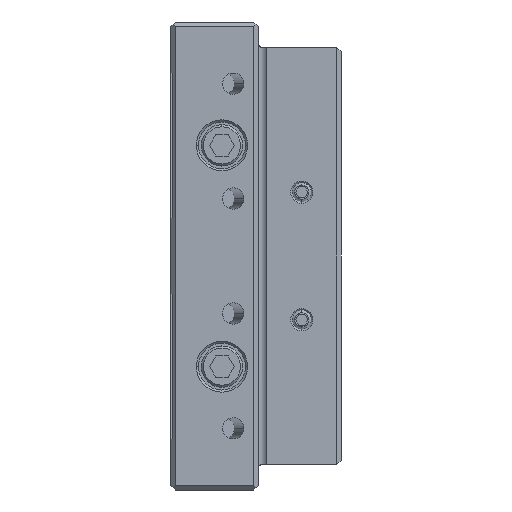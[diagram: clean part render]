
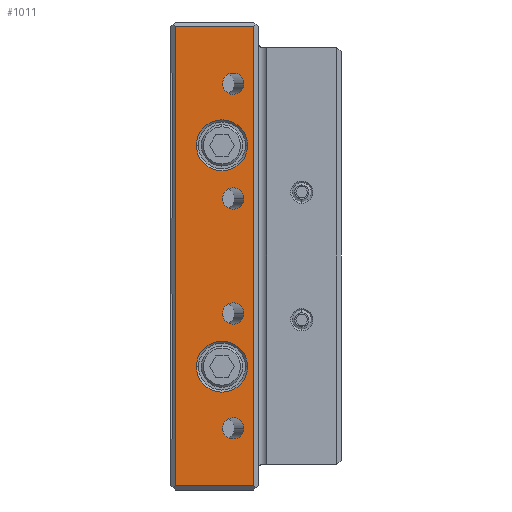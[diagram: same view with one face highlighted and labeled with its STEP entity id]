
A CAD part, front view. The second image highlights one B-rep face of the part: STEP entity #1011.
In plain terms, the highlighted planar face has unit normal (0, -1, 0).
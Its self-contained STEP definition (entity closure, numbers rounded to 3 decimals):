
#250=FACE_BOUND('',#2036,.T.);
#251=FACE_BOUND('',#2037,.T.);
#252=FACE_BOUND('',#2038,.T.);
#253=FACE_BOUND('',#2039,.T.);
#254=FACE_BOUND('',#2040,.T.);
#255=FACE_BOUND('',#2041,.T.);
#256=FACE_BOUND('',#2042,.T.);
#515=CIRCLE('',#7944,6.);
#516=CIRCLE('',#7945,6.);
#517=CIRCLE('',#7946,6.);
#518=CIRCLE('',#7947,6.);
#915=ELLIPSE('',#7935,2.51,2.5);
#916=ELLIPSE('',#7937,2.51,2.5);
#917=ELLIPSE('',#7938,2.51,2.5);
#918=ELLIPSE('',#7939,2.51,2.5);
#919=ELLIPSE('',#7940,2.51,2.5);
#920=ELLIPSE('',#7941,2.51,2.5);
#921=ELLIPSE('',#7942,2.51,2.5);
#922=ELLIPSE('',#7943,2.51,2.5);
#1011=ADVANCED_FACE('',(#250,#251,#252,#253,#254,#255,#256),#1437,.F.);
#1437=PLANE('',#7948);
#2036=EDGE_LOOP('',(#2741,#2742,#2743,#2744));
#2037=EDGE_LOOP('',(#2745,#2746));
#2038=EDGE_LOOP('',(#2747,#2748));
#2039=EDGE_LOOP('',(#2749,#2750));
#2040=EDGE_LOOP('',(#2751,#2752));
#2041=EDGE_LOOP('',(#2753,#2754));
#2042=EDGE_LOOP('',(#2755,#2756));
#2741=ORIENTED_EDGE('',*,*,#5478,.T.);
#2742=ORIENTED_EDGE('',*,*,#5479,.T.);
#2743=ORIENTED_EDGE('',*,*,#5350,.F.);
#2744=ORIENTED_EDGE('',*,*,#5480,.F.);
#2745=ORIENTED_EDGE('',*,*,#5477,.T.);
#2746=ORIENTED_EDGE('',*,*,#5481,.T.);
#2747=ORIENTED_EDGE('',*,*,#5482,.T.);
#2748=ORIENTED_EDGE('',*,*,#5483,.T.);
#2749=ORIENTED_EDGE('',*,*,#5484,.T.);
#2750=ORIENTED_EDGE('',*,*,#5485,.T.);
#2751=ORIENTED_EDGE('',*,*,#5486,.T.);
#2752=ORIENTED_EDGE('',*,*,#5487,.T.);
#2753=ORIENTED_EDGE('',*,*,#5488,.F.);
#2754=ORIENTED_EDGE('',*,*,#5489,.F.);
#2755=ORIENTED_EDGE('',*,*,#5490,.F.);
#2756=ORIENTED_EDGE('',*,*,#5491,.F.);
#4646=VERTEX_POINT('',#11289);
#4647=VERTEX_POINT('',#11291);
#4742=VERTEX_POINT('',#11570);
#4743=VERTEX_POINT('',#11572);
#4744=VERTEX_POINT('',#11576);
#4745=VERTEX_POINT('',#11577);
#4746=VERTEX_POINT('',#11582);
#4747=VERTEX_POINT('',#11583);
#4748=VERTEX_POINT('',#11586);
#4749=VERTEX_POINT('',#11587);
#4750=VERTEX_POINT('',#11590);
#4751=VERTEX_POINT('',#11591);
#4752=VERTEX_POINT('',#11594);
#4753=VERTEX_POINT('',#11595);
#4754=VERTEX_POINT('',#11598);
#4755=VERTEX_POINT('',#11599);
#5350=EDGE_CURVE('',#4646,#4647,#6422,.T.);
#5477=EDGE_CURVE('',#4742,#4743,#915,.T.);
#5478=EDGE_CURVE('',#4744,#4745,#6501,.T.);
#5479=EDGE_CURVE('',#4745,#4647,#6502,.T.);
#5480=EDGE_CURVE('',#4744,#4646,#6503,.T.);
#5481=EDGE_CURVE('',#4743,#4742,#916,.T.);
#5482=EDGE_CURVE('',#4746,#4747,#917,.T.);
#5483=EDGE_CURVE('',#4747,#4746,#918,.T.);
#5484=EDGE_CURVE('',#4748,#4749,#919,.T.);
#5485=EDGE_CURVE('',#4749,#4748,#920,.T.);
#5486=EDGE_CURVE('',#4750,#4751,#921,.T.);
#5487=EDGE_CURVE('',#4751,#4750,#922,.T.);
#5488=EDGE_CURVE('',#4752,#4753,#515,.T.);
#5489=EDGE_CURVE('',#4753,#4752,#516,.T.);
#5490=EDGE_CURVE('',#4754,#4755,#517,.T.);
#5491=EDGE_CURVE('',#4755,#4754,#518,.T.);
#6422=LINE('',#11290,#7006);
#6501=LINE('',#11575,#7085);
#6502=LINE('',#11578,#7086);
#6503=LINE('',#11579,#7087);
#7006=VECTOR('',#8891,1.);
#7085=VECTOR('',#9124,1.);
#7086=VECTOR('',#9125,1.);
#7087=VECTOR('',#9126,1.);
#7935=AXIS2_PLACEMENT_3D('',#11573,#9120,#9121);
#7937=AXIS2_PLACEMENT_3D('',#11580,#9127,#9128);
#7938=AXIS2_PLACEMENT_3D('',#11581,#9129,#9130);
#7939=AXIS2_PLACEMENT_3D('',#11584,#9131,#9132);
#7940=AXIS2_PLACEMENT_3D('',#11585,#9133,#9134);
#7941=AXIS2_PLACEMENT_3D('',#11588,#9135,#9136);
#7942=AXIS2_PLACEMENT_3D('',#11589,#9137,#9138);
#7943=AXIS2_PLACEMENT_3D('',#11592,#9139,#9140);
#7944=AXIS2_PLACEMENT_3D('',#11593,#9141,#9142);
#7945=AXIS2_PLACEMENT_3D('',#11596,#9143,#9144);
#7946=AXIS2_PLACEMENT_3D('',#11597,#9145,#9146);
#7947=AXIS2_PLACEMENT_3D('',#11600,#9147,#9148);
#7948=AXIS2_PLACEMENT_3D('',#11601,#9149,#9150);
#8891=DIRECTION('',(1.,0.,0.));
#9120=DIRECTION('',(0.,1.,0.));
#9121=DIRECTION('',(-1.,0.,0.));
#9124=DIRECTION('',(1.,0.,0.));
#9125=DIRECTION('',(0.,0.,1.));
#9126=DIRECTION('',(0.,0.,1.));
#9127=DIRECTION('',(0.,1.,0.));
#9128=DIRECTION('',(-1.,0.,0.));
#9129=DIRECTION('',(0.,1.,0.));
#9130=DIRECTION('',(-1.,0.,0.));
#9131=DIRECTION('',(0.,1.,0.));
#9132=DIRECTION('',(-1.,0.,0.));
#9133=DIRECTION('',(0.,1.,0.));
#9134=DIRECTION('',(-1.,0.,0.));
#9135=DIRECTION('',(0.,1.,0.));
#9136=DIRECTION('',(-1.,0.,0.));
#9137=DIRECTION('',(0.,1.,0.));
#9138=DIRECTION('',(-1.,0.,0.));
#9139=DIRECTION('',(0.,1.,0.));
#9140=DIRECTION('',(-1.,0.,0.));
#9141=DIRECTION('',(0.,-1.,0.));
#9142=DIRECTION('',(1.,0.,0.));
#9143=DIRECTION('',(0.,-1.,0.));
#9144=DIRECTION('',(-1.,0.,0.));
#9145=DIRECTION('',(0.,-1.,0.));
#9146=DIRECTION('',(-1.,0.,0.));
#9147=DIRECTION('',(0.,-1.,0.));
#9148=DIRECTION('',(1.,0.,0.));
#9149=DIRECTION('',(0.,1.,0.));
#9150=DIRECTION('',(0.,0.,-1.));
#11289=CARTESIAN_POINT('',(-39.,-15.6,5.));
#11290=CARTESIAN_POINT('',(-39.,-15.6,5.));
#11291=CARTESIAN_POINT('',(-20.5,-15.6,5.));
#11570=CARTESIAN_POINT('',(-27.851,-15.6,-89.5));
#11572=CARTESIAN_POINT('',(-22.832,-15.6,-89.5));
#11573=CARTESIAN_POINT('',(-25.342,-15.6,-89.5));
#11575=CARTESIAN_POINT('',(-39.,-15.6,-103.));
#11576=CARTESIAN_POINT('',(-39.,-15.6,-103.));
#11577=CARTESIAN_POINT('',(-20.5,-15.6,-103.));
#11578=CARTESIAN_POINT('',(-20.5,-15.6,-103.));
#11579=CARTESIAN_POINT('',(-39.,-15.6,-103.));
#11580=CARTESIAN_POINT('',(-25.342,-15.6,-89.5));
#11581=CARTESIAN_POINT('',(-25.342,-15.6,-62.5));
#11582=CARTESIAN_POINT('',(-27.851,-15.6,-62.5));
#11583=CARTESIAN_POINT('',(-22.832,-15.6,-62.5));
#11584=CARTESIAN_POINT('',(-25.342,-15.6,-62.5));
#11585=CARTESIAN_POINT('',(-25.342,-15.6,-35.5));
#11586=CARTESIAN_POINT('',(-27.851,-15.6,-35.5));
#11587=CARTESIAN_POINT('',(-22.832,-15.6,-35.5));
#11588=CARTESIAN_POINT('',(-25.342,-15.6,-35.5));
#11589=CARTESIAN_POINT('',(-25.342,-15.6,-8.5));
#11590=CARTESIAN_POINT('',(-27.851,-15.6,-8.5));
#11591=CARTESIAN_POINT('',(-22.832,-15.6,-8.5));
#11592=CARTESIAN_POINT('',(-25.342,-15.6,-8.5));
#11593=CARTESIAN_POINT('',(-28.,-15.6,-75.));
#11594=CARTESIAN_POINT('',(-22.,-15.6,-75.));
#11595=CARTESIAN_POINT('',(-34.,-15.6,-75.));
#11596=CARTESIAN_POINT('',(-28.,-15.6,-75.));
#11597=CARTESIAN_POINT('',(-28.,-15.6,-23.));
#11598=CARTESIAN_POINT('',(-34.,-15.6,-23.));
#11599=CARTESIAN_POINT('',(-22.,-15.6,-23.));
#11600=CARTESIAN_POINT('',(-28.,-15.6,-23.));
#11601=CARTESIAN_POINT('',(-29.75,-15.6,-49.));
